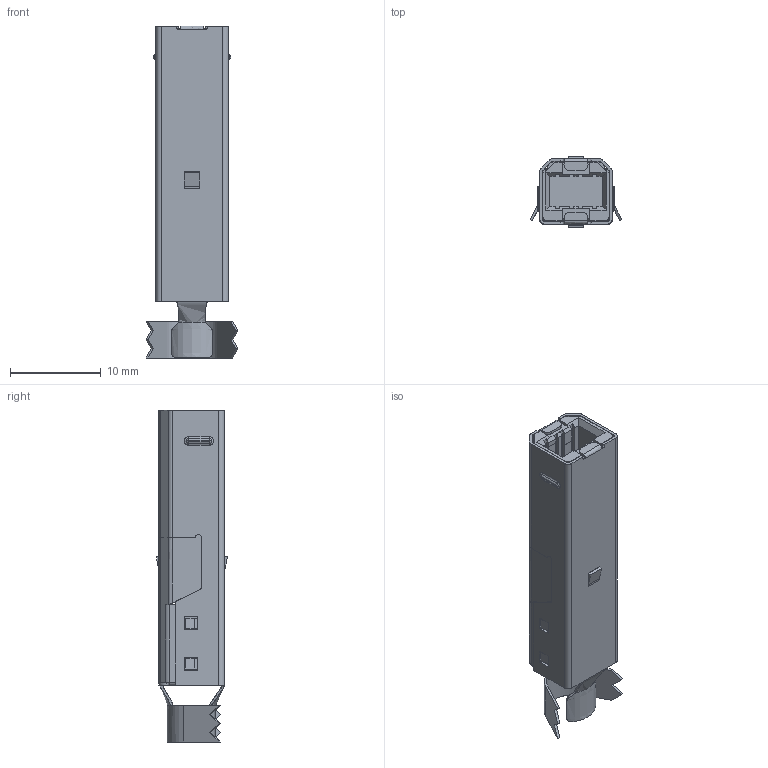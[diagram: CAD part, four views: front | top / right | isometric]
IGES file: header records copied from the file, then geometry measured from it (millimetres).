
Start section: SolidWorks IGES file using analytic representation for surfaces
Global section: file name: KUSBX-BP-KIT-SC_B.IGS; native system: SolidWorks 2018; preprocessor: SolidWorks 2018; author: Ckelleher; date: 180925.162647; units: millimetre
Bounding box: 10.09 x 7.85 x 36.5 mm (x, y, z)
Surface area: 2964.4 mm2 (no closed solid volume)
Topology: 0 solids, 0 shells, 523 faces, 3590 edges, 3560 vertices
Faces by surface type: bspline 362, revolution 161
